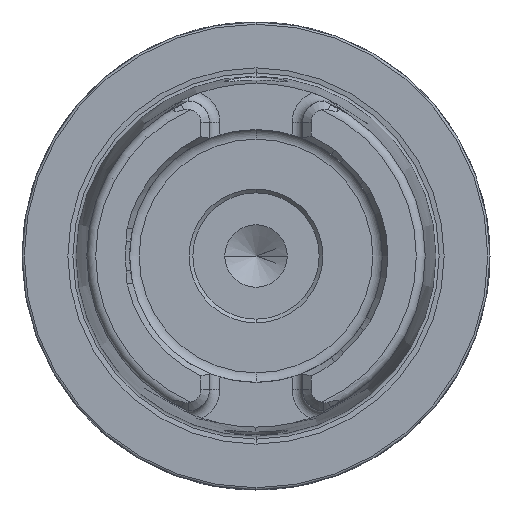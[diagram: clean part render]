
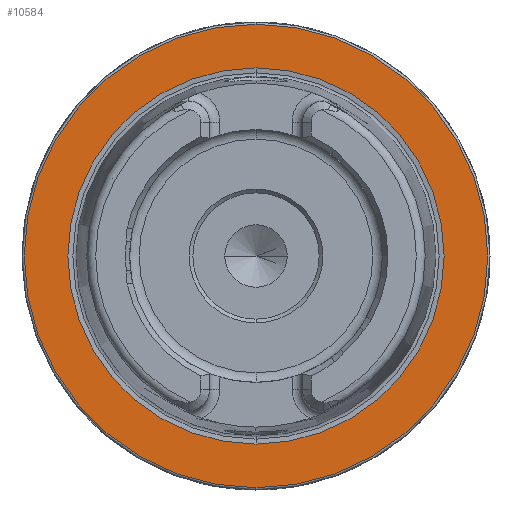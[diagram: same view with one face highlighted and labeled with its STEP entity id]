
A CAD part, left-side view. The second image highlights one B-rep face of the part: STEP entity #10584.
In plain terms, the highlighted planar face has unit normal (-1, 0, 0).
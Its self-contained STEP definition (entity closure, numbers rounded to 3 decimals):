
#473 = CIRCLE ( 'NONE', #12128, 31.2 ) ;
#494 = AXIS2_PLACEMENT_3D ( 'NONE', #19420, #15482, #15057 ) ;
#2947 = EDGE_LOOP ( 'NONE', ( #18811, #16312 ) ) ;
#3748 = CIRCLE ( 'NONE', #23793, 31.2 ) ;
#3820 = DIRECTION ( 'NONE',  ( -1., 0., 0. ) ) ;
#4450 = CARTESIAN_POINT ( 'NONE',  ( 0., 0., -31.2 ) ) ;
#4799 = CARTESIAN_POINT ( 'NONE',  ( 0., 0., 25.324 ) ) ;
#7935 = ORIENTED_EDGE ( 'NONE', *, *, #10236, .F. ) ;
#8787 = VERTEX_POINT ( 'NONE', #4799 ) ;
#9865 = DIRECTION ( 'NONE',  ( 0., 0., 1. ) ) ;
#10236 = EDGE_CURVE ( 'NONE', #8787, #20350, #10834, .T. ) ;
#10584 = ADVANCED_FACE ( 'NONE', ( #18123, #27051 ), #11706, .F. ) ;
#10834 = CIRCLE ( 'NONE', #15496, 25.324 ) ;
#11572 = DIRECTION ( 'NONE',  ( -1., 0., 0. ) ) ;
#11706 = PLANE ( 'NONE',  #28149 ) ;
#12128 = AXIS2_PLACEMENT_3D ( 'NONE', #19853, #3820, #15197 ) ;
#12430 = CARTESIAN_POINT ( 'NONE',  ( 0., 31.2, 0. ) ) ;
#14616 = DIRECTION ( 'NONE',  ( 1., 0., 0. ) ) ;
#14761 = VERTEX_POINT ( 'NONE', #4450 ) ;
#15057 = DIRECTION ( 'NONE',  ( 0., 0., 1. ) ) ;
#15197 = DIRECTION ( 'NONE',  ( 0., 0., 1. ) ) ;
#15482 = DIRECTION ( 'NONE',  ( -1., 0., 0. ) ) ;
#15496 = AXIS2_PLACEMENT_3D ( 'NONE', #16863, #25644, #9865 ) ;
#15998 = EDGE_LOOP ( 'NONE', ( #7935, #17461 ) ) ;
#16312 = ORIENTED_EDGE ( 'NONE', *, *, #21741, .T. ) ;
#16863 = CARTESIAN_POINT ( 'NONE',  ( 0., 0., 0. ) ) ;
#17461 = ORIENTED_EDGE ( 'NONE', *, *, #22565, .F. ) ;
#18123 = FACE_BOUND ( 'NONE', #15998, .T. ) ;
#18421 = DIRECTION ( 'NONE',  ( 0., 0., 1. ) ) ;
#18811 = ORIENTED_EDGE ( 'NONE', *, *, #22330, .T. ) ;
#19135 = CIRCLE ( 'NONE', #494, 25.324 ) ;
#19406 = DIRECTION ( 'NONE',  ( 0., 0., -1. ) ) ;
#19420 = CARTESIAN_POINT ( 'NONE',  ( 0., 0., 0. ) ) ;
#19795 = CARTESIAN_POINT ( 'NONE',  ( 0., 0., -25.324 ) ) ;
#19853 = CARTESIAN_POINT ( 'NONE',  ( 0., 0., 0. ) ) ;
#20350 = VERTEX_POINT ( 'NONE', #19795 ) ;
#20757 = CARTESIAN_POINT ( 'NONE',  ( 0., 0., 0. ) ) ;
#21741 = EDGE_CURVE ( 'NONE', #14761, #26037, #473, .T. ) ;
#22330 = EDGE_CURVE ( 'NONE', #26037, #14761, #3748, .T. ) ;
#22565 = EDGE_CURVE ( 'NONE', #20350, #8787, #19135, .T. ) ;
#23793 = AXIS2_PLACEMENT_3D ( 'NONE', #20757, #11572, #18421 ) ;
#24166 = CARTESIAN_POINT ( 'NONE',  ( 0., 0., 31.2 ) ) ;
#25644 = DIRECTION ( 'NONE',  ( -1., 0., 0. ) ) ;
#26037 = VERTEX_POINT ( 'NONE', #24166 ) ;
#27051 = FACE_OUTER_BOUND ( 'NONE', #2947, .T. ) ;
#28149 = AXIS2_PLACEMENT_3D ( 'NONE', #12430, #14616, #19406 ) ;
